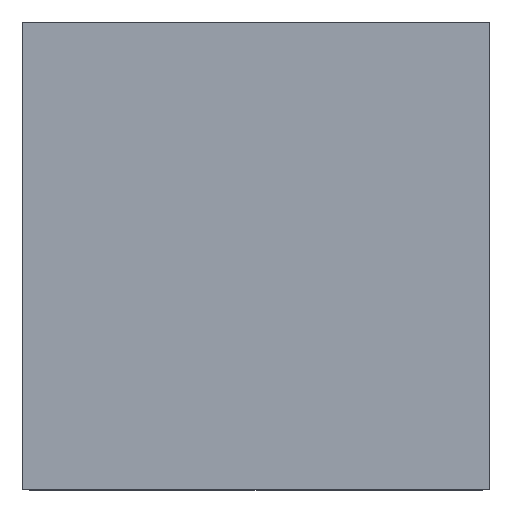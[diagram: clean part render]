
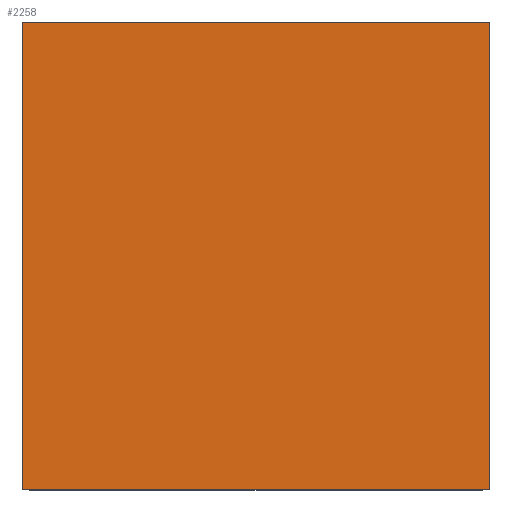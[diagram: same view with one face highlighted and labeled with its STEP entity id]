
A CAD part, top view. The second image highlights one B-rep face of the part: STEP entity #2258.
In plain terms, the highlighted face is planar.
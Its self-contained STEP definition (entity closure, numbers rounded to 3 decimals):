
#766=DIRECTION('',(0.,0.,1.));
#767=VECTOR('',#766,3.);
#768=CARTESIAN_POINT('',(-1.5,0.75,-1.5));
#769=LINE('',#768,#767);
#773=DIRECTION('',(-1.,0.,0.));
#774=VECTOR('',#773,3.);
#775=CARTESIAN_POINT('',(1.5,0.75,-1.5));
#776=LINE('',#775,#774);
#780=DIRECTION('',(0.,0.,-1.));
#781=VECTOR('',#780,3.);
#782=CARTESIAN_POINT('',(1.5,0.75,1.5));
#783=LINE('',#782,#781);
#787=DIRECTION('',(1.,0.,0.));
#788=VECTOR('',#787,3.);
#789=CARTESIAN_POINT('',(-1.5,0.75,1.5));
#790=LINE('',#789,#788);
#1411=CARTESIAN_POINT('',(-1.5,0.75,-1.5));
#1412=CARTESIAN_POINT('',(-1.5,0.75,1.5));
#1413=VERTEX_POINT('',#1411);
#1414=VERTEX_POINT('',#1412);
#1415=CARTESIAN_POINT('',(1.5,0.75,1.5));
#1416=VERTEX_POINT('',#1415);
#1417=CARTESIAN_POINT('',(1.5,0.75,-1.5));
#1418=VERTEX_POINT('',#1417);
#2246=CARTESIAN_POINT('',(0.,0.75,0.));
#2247=DIRECTION('',(0.,1.,0.));
#2248=DIRECTION('',(1.,0.,0.));
#2249=AXIS2_PLACEMENT_3D('',#2246,#2247,#2248);
#2250=PLANE('',#2249);
#2251=ORIENTED_EDGE('',*,*,#2099,.F.);
#2252=ORIENTED_EDGE('',*,*,#2147,.F.);
#2254=ORIENTED_EDGE('',*,*,#2253,.F.);
#2255=ORIENTED_EDGE('',*,*,#2234,.F.);
#2256=EDGE_LOOP('',(#2251,#2252,#2254,#2255));
#2257=FACE_OUTER_BOUND('',#2256,.F.);
#2099=EDGE_CURVE('',#1413,#1414,#769,.T.);
#2147=EDGE_CURVE('',#1418,#1413,#776,.T.);
#2234=EDGE_CURVE('',#1414,#1416,#790,.T.);
#2253=EDGE_CURVE('',#1416,#1418,#783,.T.);
#2258=ADVANCED_FACE('',(#2257),#2250,.T.);
